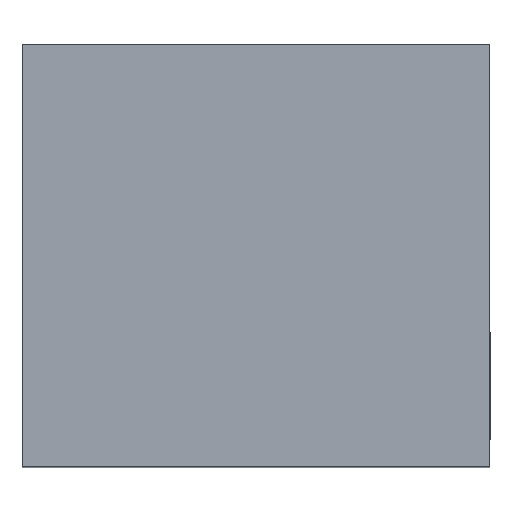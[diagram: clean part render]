
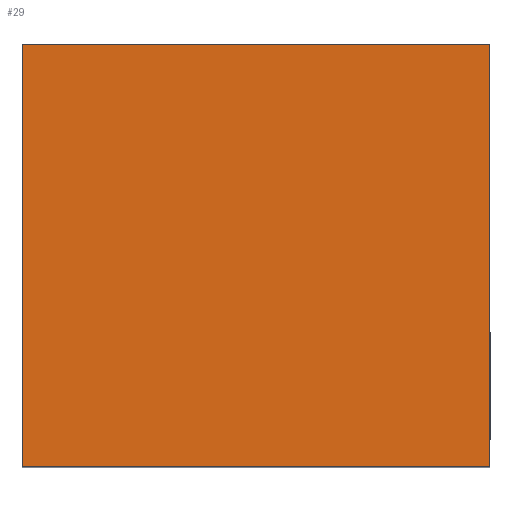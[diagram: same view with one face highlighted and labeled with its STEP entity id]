
A CAD part, top view. The second image highlights one B-rep face of the part: STEP entity #29.
In plain terms, the highlighted planar face has unit normal (0, 0, 1).
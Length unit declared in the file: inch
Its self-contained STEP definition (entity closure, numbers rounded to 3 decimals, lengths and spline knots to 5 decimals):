
#7 = DIRECTION ( 'NONE',  ( 0., -1., 0. ) ) ;
#29 = ADVANCED_FACE ( 'NONE', ( #1289 ), #566, .T. ) ;
#116 = ORIENTED_EDGE ( 'NONE', *, *, #2125, .T. ) ;
#220 = DIRECTION ( 'NONE',  ( 1., 0., 0. ) ) ;
#248 = ORIENTED_EDGE ( 'NONE', *, *, #1311, .T. ) ;
#323 = CARTESIAN_POINT ( 'NONE',  ( -0.415, 0.375, 0.94 ) ) ;
#341 = CARTESIAN_POINT ( 'NONE',  ( -0.415, -0.375, 0.94 ) ) ;
#395 = DIRECTION ( 'NONE',  ( 0., 0., 1. ) ) ;
#401 = VECTOR ( 'NONE', #7, 39.37008 ) ;
#474 = ORIENTED_EDGE ( 'NONE', *, *, #980, .T. ) ;
#550 = VERTEX_POINT ( 'NONE', #1586 ) ;
#566 = PLANE ( 'NONE',  #1038 ) ;
#610 = VECTOR ( 'NONE', #1533, 39.37008 ) ;
#622 = CARTESIAN_POINT ( 'NONE',  ( -0.415, 0.375, 0.94 ) ) ;
#742 = VERTEX_POINT ( 'NONE', #1845 ) ;
#782 = CARTESIAN_POINT ( 'NONE',  ( -0.415, 0.375, 0.94 ) ) ;
#825 = EDGE_LOOP ( 'NONE', ( #2167, #248, #116, #474 ) ) ;
#833 = LINE ( 'NONE', #1856, #610 ) ;
#857 = EDGE_CURVE ( 'NONE', #1918, #742, #833, .T. ) ;
#889 = VERTEX_POINT ( 'NONE', #622 ) ;
#893 = DIRECTION ( 'NONE',  ( 1., 0., 0. ) ) ;
#927 = CARTESIAN_POINT ( 'NONE',  ( 0., 0., 0.94 ) ) ;
#980 = EDGE_CURVE ( 'NONE', #550, #1918, #1998, .T. ) ;
#1038 = AXIS2_PLACEMENT_3D ( 'NONE', #927, #395, #220 ) ;
#1119 = LINE ( 'NONE', #323, #401 ) ;
#1289 = FACE_OUTER_BOUND ( 'NONE', #825, .T. ) ;
#1311 = EDGE_CURVE ( 'NONE', #742, #889, #2107, .T. ) ;
#1321 = VECTOR ( 'NONE', #893, 39.37008 ) ;
#1424 = CARTESIAN_POINT ( 'NONE',  ( 0.415, -0.375, 0.94 ) ) ;
#1533 = DIRECTION ( 'NONE',  ( 0., 1., 0. ) ) ;
#1586 = CARTESIAN_POINT ( 'NONE',  ( -0.415, -0.375, 0.94 ) ) ;
#1681 = VECTOR ( 'NONE', #2194, 39.37008 ) ;
#1845 = CARTESIAN_POINT ( 'NONE',  ( 0.415, 0.375, 0.94 ) ) ;
#1856 = CARTESIAN_POINT ( 'NONE',  ( 0.415, 0.375, 0.94 ) ) ;
#1918 = VERTEX_POINT ( 'NONE', #1424 ) ;
#1998 = LINE ( 'NONE', #341, #1321 ) ;
#2107 = LINE ( 'NONE', #782, #1681 ) ;
#2125 = EDGE_CURVE ( 'NONE', #889, #550, #1119, .T. ) ;
#2167 = ORIENTED_EDGE ( 'NONE', *, *, #857, .T. ) ;
#2194 = DIRECTION ( 'NONE',  ( -1., 0., 0. ) ) ;
